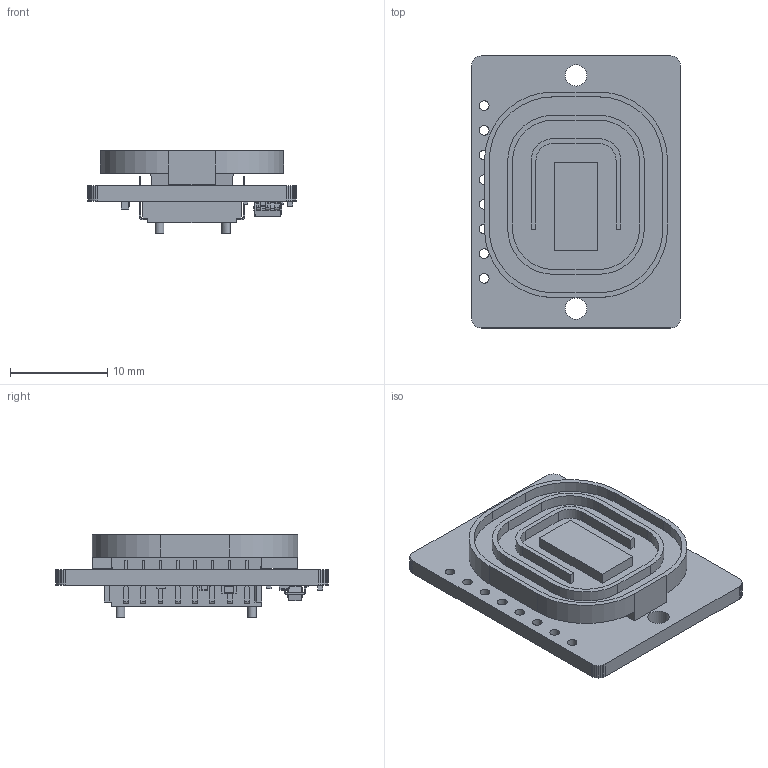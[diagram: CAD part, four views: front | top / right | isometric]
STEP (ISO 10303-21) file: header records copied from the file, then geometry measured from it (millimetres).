
FILE_DESCRIPTION(('KiCad electronic assembly'),'2;1');
FILE_NAME('Ogen.step','2023-03-21T01:32:39',('Pcbnew'),('Kicad'), 'Open CASCADE STEP processor 7.6','KiCad to STEP converter','Unknown' );
FILE_SCHEMA(('AUTOMOTIVE_DESIGN { 1 0 10303 214 1 1 1 1 }'));
Length unit declared in the file: millimetre
Products named in the file (14): Ogen 1; PMW3360; COMPOUND; PMW3360-Lens; C_0402_1005Metric; SOLID; R_0402_1005Metric; C_0603_1608Metric; SOT-23-5; PCB
Assembly tree (19 placements, depth 3):
  Ogen 1
    PMW3360
      COMPOUND
    PMW3360-Lens
      COMPOUND
    C_0402_1005Metric  x3
      SOLID
    R_0402_1005Metric  x5
      SOLID
    C_0603_1608Metric
      SOLID
    SOT-23-5
      SOLID
    PCB
Bounding box: 21.5 x 28 x 8.46 mm (x, y, z)
Volume: 1944.3 mm3; surface area: 3180.9 mm2
Topology: 29 solids, 29 shells, 800 faces, 2094 edges, 1372 vertices
Faces by surface type: plane 580, cylinder 190, bspline 30
Full cylindrical faces by diameter (mm): 0.5 x1, 0.7 x16, 0.9 x2, 1 x9, 2.2 x2
Entity records: 43629 total; most frequent: CARTESIAN_POINT 8007, DIRECTION 6311, LINE 4403, VECTOR 4403, ORIENTED_EDGE 3356, PCURVE 3356, DEFINITIONAL_REPRESENTATION 3356, EDGE_CURVE 1678
